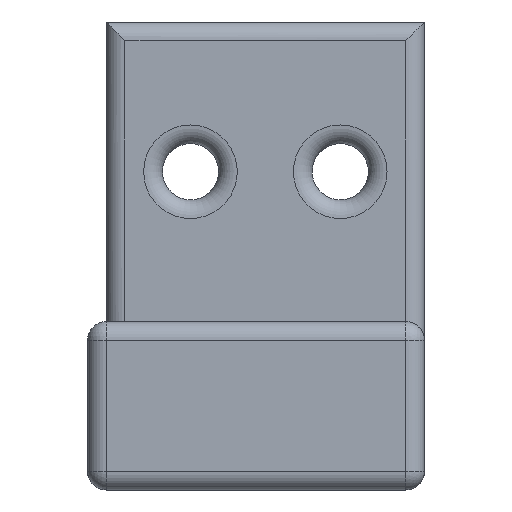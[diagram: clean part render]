
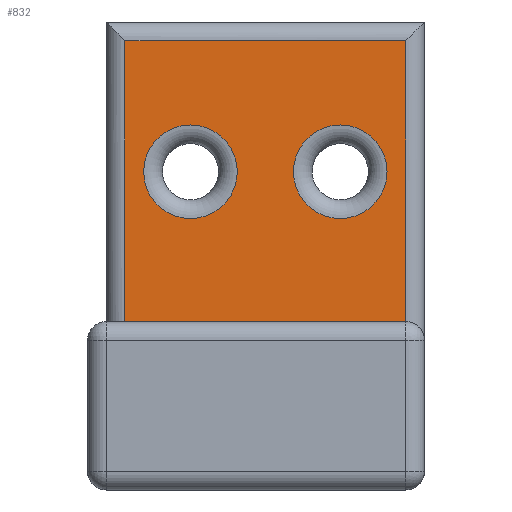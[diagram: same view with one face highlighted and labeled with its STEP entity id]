
A CAD part, front view. The second image highlights one B-rep face of the part: STEP entity #832.
In plain terms, the highlighted planar face has unit normal (0, -1, 0).
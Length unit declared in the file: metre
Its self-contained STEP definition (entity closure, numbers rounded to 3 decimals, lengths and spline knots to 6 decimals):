
#87=CIRCLE('',#930,0.0025);
#88=CIRCLE('',#931,0.0025);
#242=ORIENTED_EDGE('',*,*,#420,.T.);
#243=ORIENTED_EDGE('',*,*,#421,.T.);
#244=ORIENTED_EDGE('',*,*,#422,.T.);
#245=ORIENTED_EDGE('',*,*,#423,.T.);
#246=ORIENTED_EDGE('',*,*,#363,.T.);
#247=ORIENTED_EDGE('',*,*,#424,.T.);
#363=EDGE_CURVE('',#479,#478,#544,.T.);
#420=EDGE_CURVE('',#507,#507,#87,.T.);
#421=EDGE_CURVE('',#508,#508,#88,.T.);
#422=EDGE_CURVE('',#509,#510,#576,.F.);
#423=EDGE_CURVE('',#510,#479,#577,.T.);
#424=EDGE_CURVE('',#478,#509,#578,.F.);
#478=VERTEX_POINT('',#1324);
#479=VERTEX_POINT('',#1326);
#507=VERTEX_POINT('',#1437);
#508=VERTEX_POINT('',#1439);
#509=VERTEX_POINT('',#1441);
#510=VERTEX_POINT('',#1442);
#544=LINE('',#1325,#609);
#576=LINE('',#1440,#641);
#577=LINE('',#1443,#642);
#578=LINE('',#1444,#643);
#609=VECTOR('',#1022,1.);
#641=VECTOR('',#1160,1.);
#642=VECTOR('',#1161,1.);
#643=VECTOR('',#1162,1.);
#680=EDGE_LOOP('',(#242));
#681=EDGE_LOOP('',(#243));
#682=EDGE_LOOP('',(#244,#245,#246,#247));
#748=FACE_BOUND('',#680,.T.);
#749=FACE_BOUND('',#681,.T.);
#750=FACE_BOUND('',#682,.T.);
#798=PLANE('',#929);
#832=ADVANCED_FACE('',(#748,#749,#750),#798,.F.);
#929=AXIS2_PLACEMENT_3D('',#1435,#1154,#1155);
#930=AXIS2_PLACEMENT_3D('',#1436,#1156,#1157);
#931=AXIS2_PLACEMENT_3D('',#1438,#1158,#1159);
#1022=DIRECTION('',(1.,0.,0.));
#1154=DIRECTION('',(0.,1.,0.));
#1155=DIRECTION('',(1.,0.,0.));
#1156=DIRECTION('',(0.,1.,0.));
#1157=DIRECTION('',(1.,0.,0.));
#1158=DIRECTION('',(0.,1.,0.));
#1159=DIRECTION('',(1.,0.,0.));
#1160=DIRECTION('',(1.,0.,0.));
#1161=DIRECTION('',(0.,0.,-1.));
#1162=DIRECTION('',(0.,0.,-1.));
#1324=CARTESIAN_POINT('',(-0.087086,0.016,-0.005829));
#1325=CARTESIAN_POINT('',(-0.094586,0.016,-0.005829));
#1326=CARTESIAN_POINT('',(-0.102086,0.016,-0.005829));
#1435=CARTESIAN_POINT('',(-0.094586,0.016,0.010171));
#1436=CARTESIAN_POINT('',(-0.098586,0.016,0.002171));
#1437=CARTESIAN_POINT('',(-0.096086,0.016,0.002171));
#1438=CARTESIAN_POINT('',(-0.090586,0.016,0.002171));
#1439=CARTESIAN_POINT('',(-0.088086,0.016,0.002171));
#1440=CARTESIAN_POINT('',(-0.103086,0.016,0.009171));
#1441=CARTESIAN_POINT('',(-0.087086,0.016,0.009171));
#1442=CARTESIAN_POINT('',(-0.102086,0.016,0.009171));
#1443=CARTESIAN_POINT('',(-0.102086,0.016,0.010171));
#1444=CARTESIAN_POINT('',(-0.087086,0.016,0.010171));
